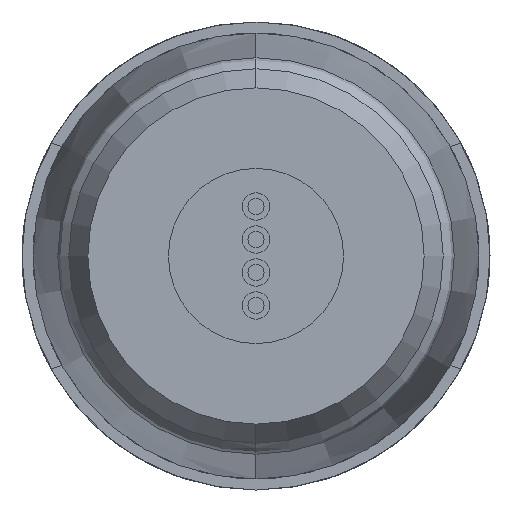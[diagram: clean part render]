
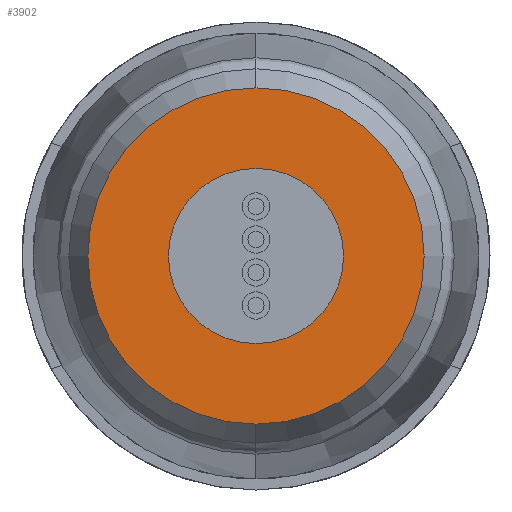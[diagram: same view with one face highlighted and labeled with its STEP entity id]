
A CAD part, left-side view. The second image highlights one B-rep face of the part: STEP entity #3902.
In plain terms, the highlighted face is planar.
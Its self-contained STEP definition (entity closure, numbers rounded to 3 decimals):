
#2445=CARTESIAN_POINT('',(0.,0.,-24.9));
#2446=DIRECTION('',(0.,0.,1.));
#2447=DIRECTION('',(0.,1.,0.));
#2448=AXIS2_PLACEMENT_3D('',#2445,#2446,#2447);
#2450=CARTESIAN_POINT('',(0.,0.,-24.9));
#2451=DIRECTION('',(0.,0.,1.));
#2452=DIRECTION('',(0.,-1.,0.));
#2453=AXIS2_PLACEMENT_3D('',#2450,#2451,#2452);
#3717=CARTESIAN_POINT('',(0.,3.054,-24.9));
#3718=CARTESIAN_POINT('',(0.,-3.054,-24.9));
#3719=VERTEX_POINT('',#3717);
#3720=VERTEX_POINT('',#3718);
#3891=CARTESIAN_POINT('',(0.,0.,-24.9));
#3892=DIRECTION('',(0.,0.,-1.));
#3893=DIRECTION('',(0.,-1.,0.));
#3894=AXIS2_PLACEMENT_3D('',#3891,#3892,#3893);
#3895=PLANE('',#3894);
#3897=ORIENTED_EDGE('',*,*,#3896,.T.);
#3899=ORIENTED_EDGE('',*,*,#3898,.T.);
#3900=EDGE_LOOP('',(#3897,#3899));
#3901=FACE_OUTER_BOUND('',#3900,.F.);
#3902=ADVANCED_FACE('',(#3901),#3895,.T.);
#2449=CIRCLE('',#2448,3.054);
#2454=CIRCLE('',#2453,3.054);
#3896=EDGE_CURVE('',#3719,#3720,#2449,.T.);
#3898=EDGE_CURVE('',#3720,#3719,#2454,.T.);
